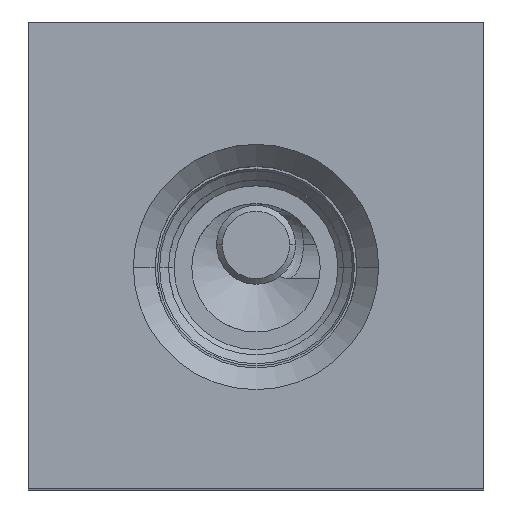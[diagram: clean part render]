
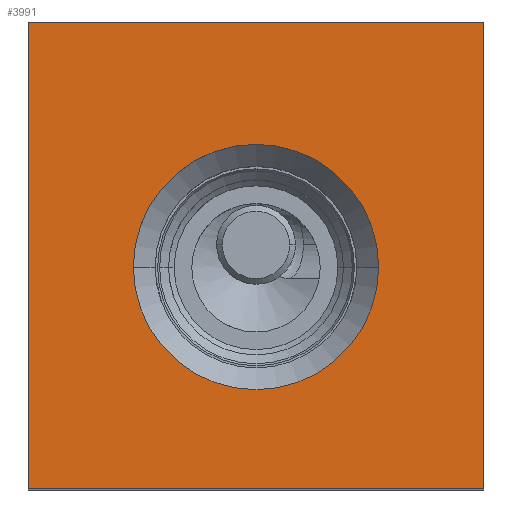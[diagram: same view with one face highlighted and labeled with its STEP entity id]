
A CAD part, top view. The second image highlights one B-rep face of the part: STEP entity #3991.
In plain terms, the highlighted planar face has unit normal (0, 0, 1).
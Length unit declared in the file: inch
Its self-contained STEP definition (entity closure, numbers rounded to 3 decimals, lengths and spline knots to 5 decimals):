
#1393=DIRECTION('',(0.,-1.,0.));
#1394=VECTOR('',#1393,2.5);
#1395=CARTESIAN_POINT('',(0.,0.,3.625));
#1396=LINE('',#1395,#1394);
#1397=DIRECTION('',(-1.,0.,0.));
#1398=VECTOR('',#1397,2.438);
#1399=CARTESIAN_POINT('',(2.438,0.,3.625));
#1400=LINE('',#1399,#1398);
#1401=DIRECTION('',(0.,1.,0.));
#1402=VECTOR('',#1401,2.5);
#1403=CARTESIAN_POINT('',(2.438,-2.5,3.625));
#1404=LINE('',#1403,#1402);
#1405=DIRECTION('',(1.,0.,0.));
#1406=VECTOR('',#1405,2.438);
#1407=CARTESIAN_POINT('',(0.,-2.5,3.625));
#1408=LINE('',#1407,#1406);
#1409=CARTESIAN_POINT('',(1.219,-1.312,3.625));
#1410=DIRECTION('',(0.,0.,-1.));
#1411=DIRECTION('',(-1.,0.,0.));
#1412=AXIS2_PLACEMENT_3D('',#1409,#1410,#1411);
#1414=CARTESIAN_POINT('',(1.219,-1.312,3.625));
#1415=DIRECTION('',(0.,0.,-1.));
#1416=DIRECTION('',(1.,0.,0.));
#1417=AXIS2_PLACEMENT_3D('',#1414,#1415,#1416);
#3464=CARTESIAN_POINT('',(0.,0.,3.625));
#3465=CARTESIAN_POINT('',(0.,-2.5,3.625));
#3466=VERTEX_POINT('',#3464);
#3467=VERTEX_POINT('',#3465);
#3468=CARTESIAN_POINT('',(2.438,-2.5,3.625));
#3469=VERTEX_POINT('',#3468);
#3470=CARTESIAN_POINT('',(2.438,0.,3.625));
#3471=VERTEX_POINT('',#3470);
#3696=CARTESIAN_POINT('',(0.562,-1.312,3.625));
#3697=VERTEX_POINT('',#3696);
#3698=CARTESIAN_POINT('',(1.876,-1.312,3.625));
#3699=VERTEX_POINT('',#3698);
#3974=CARTESIAN_POINT('',(0.,0.,3.625));
#3975=DIRECTION('',(0.,0.,1.));
#3976=DIRECTION('',(1.,0.,0.));
#3977=AXIS2_PLACEMENT_3D('',#3974,#3975,#3976);
#3978=PLANE('',#3977);
#3979=ORIENTED_EDGE('',*,*,#3770,.F.);
#3980=ORIENTED_EDGE('',*,*,#3863,.F.);
#3981=ORIENTED_EDGE('',*,*,#3877,.F.);
#3982=ORIENTED_EDGE('',*,*,#3968,.F.);
#3983=EDGE_LOOP('',(#3979,#3980,#3981,#3982));
#3984=FACE_OUTER_BOUND('',#3983,.F.);
#3986=ORIENTED_EDGE('',*,*,#3985,.F.);
#3988=ORIENTED_EDGE('',*,*,#3987,.F.);
#3989=EDGE_LOOP('',(#3986,#3988));
#3990=FACE_BOUND('',#3989,.F.);
#3991=ADVANCED_FACE('',(#3984,#3990),#3978,.T.);
#1413=CIRCLE('',#1412,0.657);
#1418=CIRCLE('',#1417,0.657);
#3770=EDGE_CURVE('',#3466,#3467,#1396,.T.);
#3863=EDGE_CURVE('',#3471,#3466,#1400,.T.);
#3877=EDGE_CURVE('',#3469,#3471,#1404,.T.);
#3968=EDGE_CURVE('',#3467,#3469,#1408,.T.);
#3985=EDGE_CURVE('',#3697,#3699,#1413,.T.);
#3987=EDGE_CURVE('',#3699,#3697,#1418,.T.);
